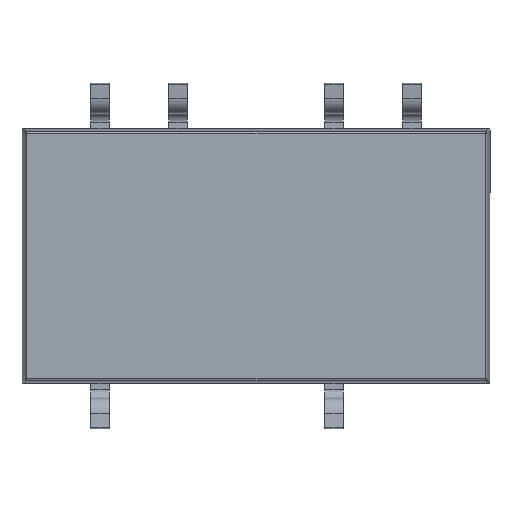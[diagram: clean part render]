
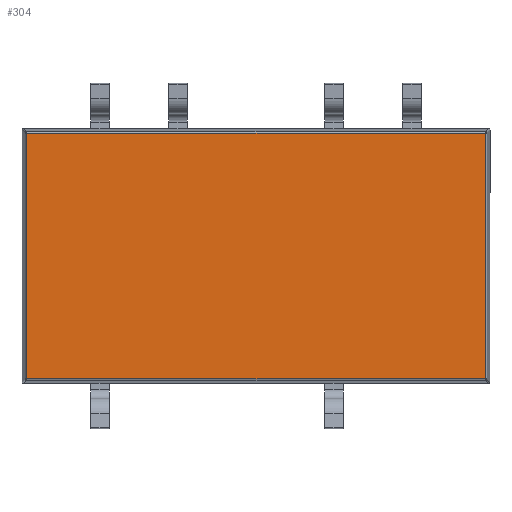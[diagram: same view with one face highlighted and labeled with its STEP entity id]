
A CAD part, front view. The second image highlights one B-rep face of the part: STEP entity #304.
In plain terms, the highlighted planar face has unit normal (0, -1, 0).
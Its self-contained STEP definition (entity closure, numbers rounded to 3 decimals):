
#144 = ORIENTED_EDGE ( 'NONE', *, *, #3144, .T. ) ;
#258 = DIRECTION ( 'NONE',  ( 0., 0., 1. ) ) ;
#263 = DIRECTION ( 'NONE',  ( 1., 0., 0. ) ) ;
#304 = ADVANCED_FACE ( 'NONE', ( #468 ), #945, .F. ) ;
#371 = LINE ( 'NONE', #2678, #3141 ) ;
#376 = LINE ( 'NONE', #3263, #3147 ) ;
#468 = FACE_OUTER_BOUND ( 'NONE', #1659, .T. ) ;
#607 = CARTESIAN_POINT ( 'NONE',  ( -7.468, 0., -4.045 ) ) ;
#689 = CARTESIAN_POINT ( 'NONE',  ( 7.468, 0., -3.998 ) ) ;
#921 = LINE ( 'NONE', #607, #3436 ) ;
#944 = VERTEX_POINT ( 'NONE', #689 ) ;
#945 = PLANE ( 'NONE',  #2067 ) ;
#1220 = CARTESIAN_POINT ( 'NONE',  ( -7.468, 0., 3.998 ) ) ;
#1447 = CARTESIAN_POINT ( 'NONE',  ( 7.468, 0., 3.998 ) ) ;
#1551 = ORIENTED_EDGE ( 'NONE', *, *, #3126, .T. ) ;
#1659 = EDGE_LOOP ( 'NONE', ( #144, #3047, #2119, #1551 ) ) ;
#1693 = EDGE_CURVE ( 'NONE', #2670, #2875, #921, .T. ) ;
#1705 = DIRECTION ( 'NONE',  ( -1., 0., 0. ) ) ;
#1763 = DIRECTION ( 'NONE',  ( 0., 1., 0. ) ) ;
#1976 = LINE ( 'NONE', #3203, #3222 ) ;
#2067 = AXIS2_PLACEMENT_3D ( 'NONE', #2819, #1763, #2833 ) ;
#2105 = VERTEX_POINT ( 'NONE', #1447 ) ;
#2119 = ORIENTED_EDGE ( 'NONE', *, *, #3265, .T. ) ;
#2670 = VERTEX_POINT ( 'NONE', #1220 ) ;
#2678 = CARTESIAN_POINT ( 'NONE',  ( 7.468, 0., 4.045 ) ) ;
#2788 = CARTESIAN_POINT ( 'NONE',  ( -7.468, 0., -3.998 ) ) ;
#2819 = CARTESIAN_POINT ( 'NONE',  ( -7.62, 0., 4.15 ) ) ;
#2833 = DIRECTION ( 'NONE',  ( 0., 0., 1. ) ) ;
#2875 = VERTEX_POINT ( 'NONE', #2788 ) ;
#3014 = DIRECTION ( 'NONE',  ( 0., 0., -1. ) ) ;
#3047 = ORIENTED_EDGE ( 'NONE', *, *, #1693, .T. ) ;
#3126 = EDGE_CURVE ( 'NONE', #944, #2105, #371, .T. ) ;
#3141 = VECTOR ( 'NONE', #258, 1000. ) ;
#3144 = EDGE_CURVE ( 'NONE', #2105, #2670, #1976, .T. ) ;
#3147 = VECTOR ( 'NONE', #263, 1000. ) ;
#3203 = CARTESIAN_POINT ( 'NONE',  ( -7.515, 0., 3.998 ) ) ;
#3222 = VECTOR ( 'NONE', #1705, 1000. ) ;
#3263 = CARTESIAN_POINT ( 'NONE',  ( 7.515, 0., -3.998 ) ) ;
#3265 = EDGE_CURVE ( 'NONE', #2875, #944, #376, .T. ) ;
#3436 = VECTOR ( 'NONE', #3014, 1000. ) ;
